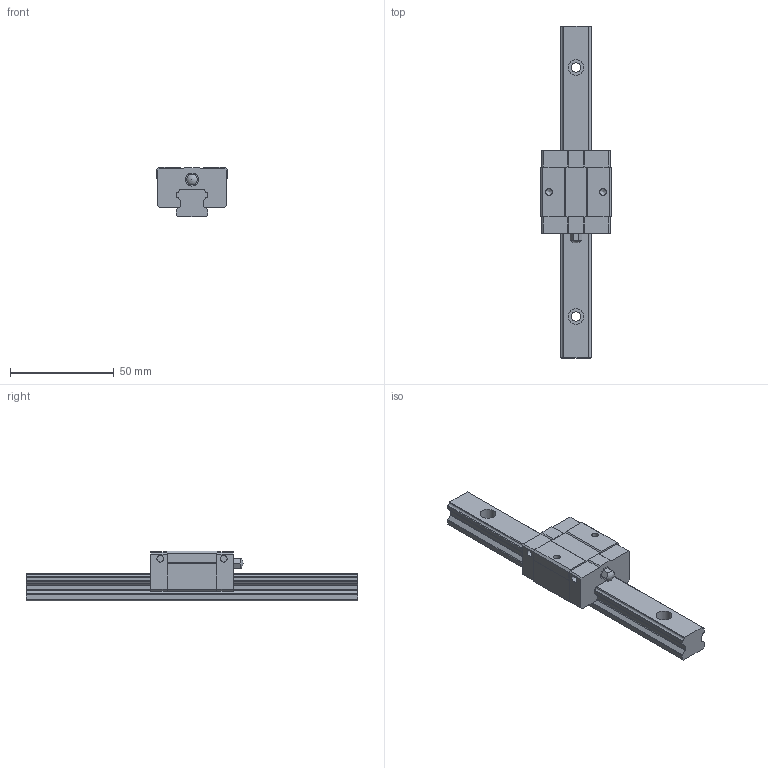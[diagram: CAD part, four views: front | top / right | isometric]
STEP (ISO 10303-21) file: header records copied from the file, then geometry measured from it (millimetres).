
FILE_DESCRIPTION(/* description */ ('Unknown'),/* implementation_level */ '2;1');
FILE_NAME(/* name */ 'S15RCUU1-160L20_20',/* time_stamp */ '2023-09-16T09:16:04+09:00',/* author */ ('Unknown'),/* organization */ ('Unknown'),/* preprocessor_version */ 'ST-DEVELOPER v18.102',/* originating_system */ 'Solid Edge',/* authorisation */ 'Unknown');
FILE_SCHEMA (('AUTOMOTIVE_DESIGN {1 0 10303 214 3 1 1}'));
Length unit declared in the file: millimetre
Products named in the file (4): thisAsm; S15_RAIL; S15RC_BLOCK; A-M5
Assembly tree (3 placements, depth 2):
  thisAsm
    S15_RAIL
    S15RC_BLOCK
    A-M5
Bounding box: 34 x 160 x 24 mm (x, y, z)
Volume: 47557.9 mm3; surface area: 16574.7 mm2
Topology: 3 solids, 3 shells, 148 faces, 391 edges, 259 vertices
Faces by surface type: plane 94, cylinder 50, cone 3, sphere 1
Full cylindrical faces by diameter (mm): 3.242 x2, 3.3 x4, 4.5 x3, 5 x3, 6.3 x1, 7.5 x3
Entity records: 5188 total; most frequent: DIRECTION 776, CARTESIAN_POINT 772, ORIENTED_EDGE 730, EDGE_CURVE 365, AXIS2_PLACEMENT_3D 259, LINE 258, VECTOR 258, VERTEX_POINT 255
